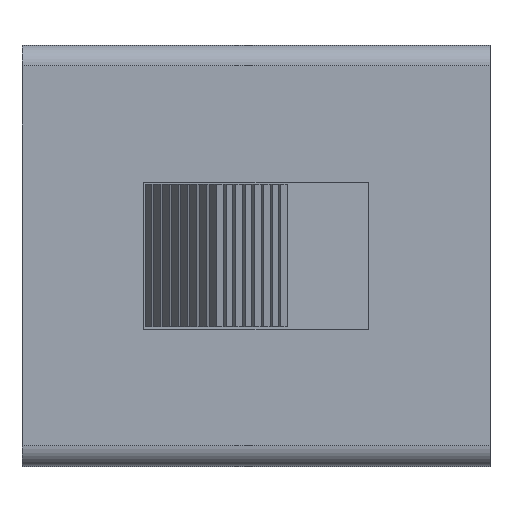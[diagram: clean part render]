
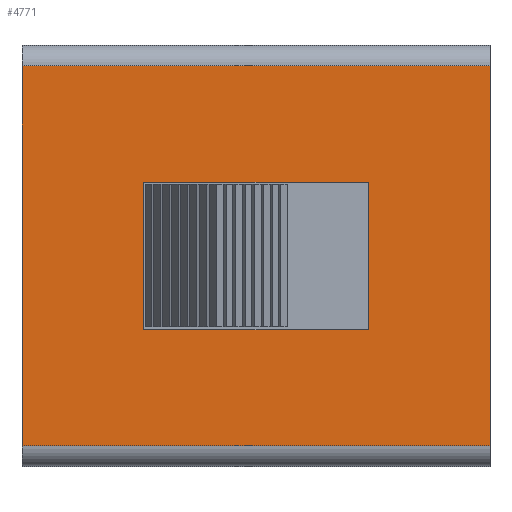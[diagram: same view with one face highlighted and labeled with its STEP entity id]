
A CAD part, top view. The second image highlights one B-rep face of the part: STEP entity #4771.
In plain terms, the highlighted planar face has unit normal (0, 0, 1).
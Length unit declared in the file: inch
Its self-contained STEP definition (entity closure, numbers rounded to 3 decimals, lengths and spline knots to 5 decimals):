
#144=FACE_BOUND('',#809,.T.);
#304=PLANE('',#5088);
#554=FACE_OUTER_BOUND('',#808,.T.);
#808=EDGE_LOOP('',(#4270,#4271,#4272,#4273));
#809=EDGE_LOOP('',(#4274,#4275,#4276,#4277));
#1298=LINE('',#8375,#1836);
#1302=LINE('',#8383,#1840);
#1305=LINE('',#8389,#1843);
#1308=LINE('',#8394,#1846);
#1338=LINE('',#8453,#1876);
#1339=LINE('',#8457,#1877);
#1340=LINE('',#8458,#1878);
#1341=LINE('',#8459,#1879);
#1836=VECTOR('',#5974,0.3937);
#1840=VECTOR('',#5980,0.3937);
#1843=VECTOR('',#5985,0.3937);
#1846=VECTOR('',#5990,0.3937);
#1876=VECTOR('',#6074,0.3937);
#1877=VECTOR('',#6077,0.3937);
#1878=VECTOR('',#6078,0.3937);
#1879=VECTOR('',#6079,0.3937);
#2368=VERTEX_POINT('',#8373);
#2369=VERTEX_POINT('',#8374);
#2372=VERTEX_POINT('',#8382);
#2374=VERTEX_POINT('',#8388);
#2376=VERTEX_POINT('',#8449);
#2377=VERTEX_POINT('',#8451);
#2378=VERTEX_POINT('',#8455);
#2379=VERTEX_POINT('',#8456);
#2996=EDGE_CURVE('',#2368,#2369,#1298,.T.);
#3000=EDGE_CURVE('',#2372,#2368,#1302,.T.);
#3003=EDGE_CURVE('',#2374,#2372,#1305,.T.);
#3006=EDGE_CURVE('',#2369,#2374,#1308,.T.);
#3038=EDGE_CURVE('',#2377,#2376,#1338,.T.);
#3039=EDGE_CURVE('',#2378,#2379,#1339,.T.);
#3040=EDGE_CURVE('',#2376,#2378,#1340,.T.);
#3041=EDGE_CURVE('',#2379,#2377,#1341,.T.);
#4270=ORIENTED_EDGE('',*,*,#3039,.F.);
#4271=ORIENTED_EDGE('',*,*,#3040,.F.);
#4272=ORIENTED_EDGE('',*,*,#3038,.F.);
#4273=ORIENTED_EDGE('',*,*,#3041,.F.);
#4274=ORIENTED_EDGE('',*,*,#3006,.T.);
#4275=ORIENTED_EDGE('',*,*,#3003,.T.);
#4276=ORIENTED_EDGE('',*,*,#3000,.T.);
#4277=ORIENTED_EDGE('',*,*,#2996,.T.);
#4771=ADVANCED_FACE('',(#554,#144),#304,.T.);
#5088=AXIS2_PLACEMENT_3D('',#8454,#6075,#6076);
#5974=DIRECTION('',(-1.,0.,0.));
#5980=DIRECTION('',(0.,-1.,0.));
#5985=DIRECTION('',(1.,0.,0.));
#5990=DIRECTION('',(0.,1.,0.));
#6074=DIRECTION('',(1.,0.,0.));
#6075=DIRECTION('center_axis',(0.,0.,1.));
#6076=DIRECTION('ref_axis',(-1.,0.,0.));
#6077=DIRECTION('',(-1.,0.,0.));
#6078=DIRECTION('',(0.,-1.,0.));
#6079=DIRECTION('',(0.,1.,0.));
#8373=CARTESIAN_POINT('',(0.12008,-0.07874,0.3));
#8374=CARTESIAN_POINT('',(-0.12008,-0.07874,0.3));
#8375=CARTESIAN_POINT('',(0.06004,-0.07874,0.3));
#8382=CARTESIAN_POINT('',(0.12008,0.07874,0.3));
#8383=CARTESIAN_POINT('',(0.12008,0.03937,0.3));
#8388=CARTESIAN_POINT('',(-0.12008,0.07874,0.3));
#8389=CARTESIAN_POINT('',(-0.06004,0.07874,0.3));
#8394=CARTESIAN_POINT('',(-0.12008,-0.03937,0.3));
#8449=CARTESIAN_POINT('',(0.25,0.20295,0.3));
#8451=CARTESIAN_POINT('',(-0.25,0.20295,0.3));
#8453=CARTESIAN_POINT('',(-0.125,0.20295,0.3));
#8454=CARTESIAN_POINT('Origin',(0.,0.,
0.3));
#8455=CARTESIAN_POINT('',(0.25,-0.20295,0.3));
#8456=CARTESIAN_POINT('',(-0.25,-0.20295,0.3));
#8457=CARTESIAN_POINT('',(0.125,-0.20295,0.3));
#8458=CARTESIAN_POINT('',(0.25,-0.03937,0.3));
#8459=CARTESIAN_POINT('',(-0.25,0.03937,0.3));
